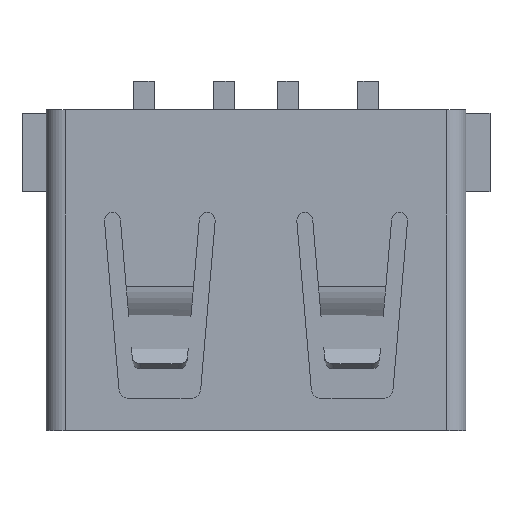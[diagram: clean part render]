
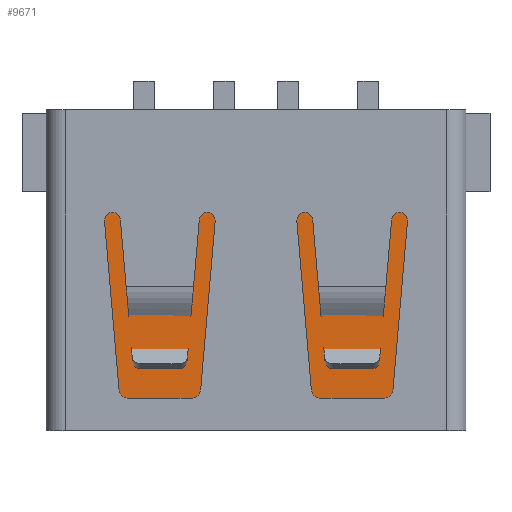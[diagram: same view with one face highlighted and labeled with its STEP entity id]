
A CAD part, top view. The second image highlights one B-rep face of the part: STEP entity #9671.
In plain terms, the highlighted planar face has unit normal (0, 0, 1).
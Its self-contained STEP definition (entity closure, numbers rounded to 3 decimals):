
#166=PLANE('',#10238);
#509=FACE_OUTER_BOUND('',#1035,.T.);
#1035=EDGE_LOOP('',(#6421,#6422,#6423,#6424));
#1934=LINE('',#14054,#2945);
#2024=LINE('',#14240,#3035);
#2025=LINE('',#14241,#3036);
#2026=LINE('',#14242,#3037);
#2945=VECTOR('',#11211,1.);
#3035=VECTOR('',#11365,1.);
#3036=VECTOR('',#11366,1.);
#3037=VECTOR('',#11367,1.);
#3978=VERTEX_POINT('',#14051);
#3979=VERTEX_POINT('',#14053);
#4042=VERTEX_POINT('',#14238);
#4043=VERTEX_POINT('',#14239);
#4856=EDGE_CURVE('',#3979,#3978,#1934,.T.);
#4952=EDGE_CURVE('',#4042,#4043,#2024,.T.);
#4953=EDGE_CURVE('',#4043,#3979,#2025,.T.);
#4954=EDGE_CURVE('',#3978,#4042,#2026,.T.);
#6421=ORIENTED_EDGE('',*,*,#4952,.T.);
#6422=ORIENTED_EDGE('',*,*,#4953,.T.);
#6423=ORIENTED_EDGE('',*,*,#4856,.T.);
#6424=ORIENTED_EDGE('',*,*,#4954,.T.);
#9671=ADVANCED_FACE('',(#509),#166,.F.);
#10238=AXIS2_PLACEMENT_3D('',#14237,#11363,#11364);
#11211=DIRECTION('',(-1.,0.,0.));
#11363=DIRECTION('center_axis',(0.,0.,
-1.));
#11364=DIRECTION('ref_axis',(-1.,0.,0.));
#11365=DIRECTION('',(1.,0.,0.));
#11366=DIRECTION('',(0.,1.,0.));
#11367=DIRECTION('',(0.,-1.,0.));
#14051=CARTESIAN_POINT('',(-5.3,0.98,5.83));
#14053=CARTESIAN_POINT('',(5.3,0.98,5.83));
#14054=CARTESIAN_POINT('',(-5.5,0.98,5.83));
#14237=CARTESIAN_POINT('Origin',(-5.5,-17.621,5.83));
#14238=CARTESIAN_POINT('',(-5.3,-5.47,5.83));
#14239=CARTESIAN_POINT('',(5.3,-5.47,5.83));
#14240=CARTESIAN_POINT('',(5.5,-5.47,5.83));
#14241=CARTESIAN_POINT('',(5.3,-17.621,5.83));
#14242=CARTESIAN_POINT('',(-5.3,-17.621,5.83));
